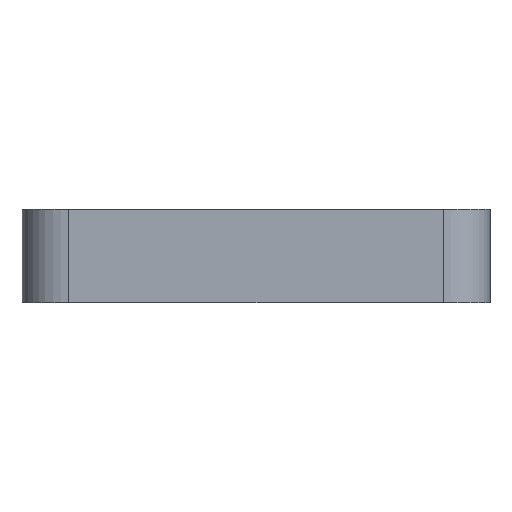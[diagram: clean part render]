
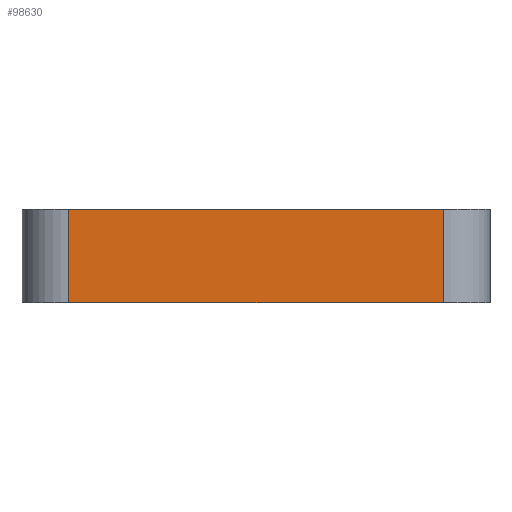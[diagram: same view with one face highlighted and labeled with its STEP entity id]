
A CAD part, left-side view. The second image highlights one B-rep face of the part: STEP entity #98630.
In plain terms, the highlighted planar face has unit normal (-1, 0, 0).
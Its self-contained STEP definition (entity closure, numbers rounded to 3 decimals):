
#1940=CARTESIAN_POINT('',(0.,45.,0.));
#1950=VERTEX_POINT('',#1940);
#1980=CARTESIAN_POINT('',(0.,50.,0.));
#1990=DIRECTION('',(0.,-1.,0.));
#2000=VECTOR('',#1990,1.);
#2010=LINE('',#1980,#2000);
#2020=CARTESIAN_POINT('',(0.,5.,0.));
#2030=VERTEX_POINT('',#2020);
#2040=EDGE_CURVE('',#1950,#2030,#2010,.T.);
#23130=CARTESIAN_POINT('',(0.,5.,10.));
#23140=VERTEX_POINT('',#23130);
#23170=CARTESIAN_POINT('',(0.,50.,10.));
#23180=DIRECTION('',(0.,-1.,0.));
#23190=VECTOR('',#23180,1.);
#23200=LINE('',#23170,#23190);
#23210=CARTESIAN_POINT('',(0.,45.,10.));
#23220=VERTEX_POINT('',#23210);
#23230=EDGE_CURVE('',#23220,#23140,#23200,.T.);
#98420=CARTESIAN_POINT('',(0.,0.,0.));
#98430=DIRECTION('',(-1.,0.,0.));
#98440=DIRECTION('',(0.,1.,0.));
#98450=AXIS2_PLACEMENT_3D('',#98420,#98430,#98440);
#98460=PLANE('',#98450);
#98470=ORIENTED_EDGE('',*,*,#2040,.T.);
#98480=CARTESIAN_POINT('',(0.,45.,0.));
#98490=DIRECTION('',(0.,0.,1.));
#98500=VECTOR('',#98490,1.);
#98510=LINE('',#98480,#98500);
#98520=EDGE_CURVE('',#1950,#23220,#98510,.T.);
#98530=ORIENTED_EDGE('',*,*,#98520,.F.);
#98540=ORIENTED_EDGE('',*,*,#23230,.F.);
#98550=CARTESIAN_POINT('',(0.,5.,0.));
#98560=DIRECTION('',(0.,0.,1.));
#98570=VECTOR('',#98560,1.);
#98580=LINE('',#98550,#98570);
#98590=EDGE_CURVE('',#2030,#23140,#98580,.T.);
#98600=ORIENTED_EDGE('',*,*,#98590,.T.);
#98610=EDGE_LOOP('',(#98600,#98540,#98530,#98470));
#98620=FACE_OUTER_BOUND('',#98610,.T.);
#98630=ADVANCED_FACE('',(#98620),#98460,.T.);
